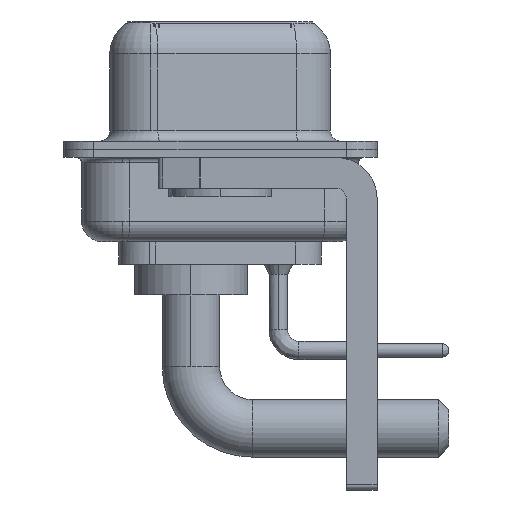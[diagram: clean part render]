
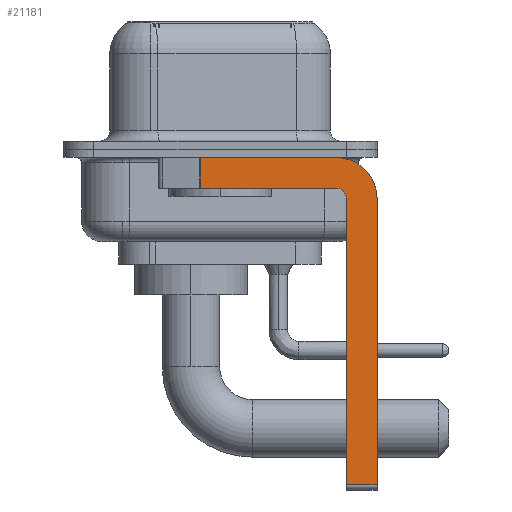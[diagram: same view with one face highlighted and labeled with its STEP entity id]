
A CAD part, left-side view. The second image highlights one B-rep face of the part: STEP entity #21181.
In plain terms, the highlighted planar face has unit normal (-1, 0, 0).
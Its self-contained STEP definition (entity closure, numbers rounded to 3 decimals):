
#1075 = DIRECTION ( 'NONE',  ( 0., -1., 0. ) ) ;
#1587 = DIRECTION ( 'NONE',  ( 0., 0., -1. ) ) ;
#1725 = VECTOR ( 'NONE', #14468, 1000. ) ;
#2147 = DIRECTION ( 'NONE',  ( 0., 1., 0. ) ) ;
#2260 = LINE ( 'NONE', #2588, #1725 ) ;
#2360 = VECTOR ( 'NONE', #1075, 1000. ) ;
#2455 = EDGE_CURVE ( 'NONE', #13716, #3018, #15183, .T. ) ;
#2588 = CARTESIAN_POINT ( 'NONE',  ( -2.9, -6.15, -16.6 ) ) ;
#3018 = VERTEX_POINT ( 'NONE', #8616 ) ;
#3094 = CARTESIAN_POINT ( 'NONE',  ( -2.9, -5.65, -2.4 ) ) ;
#3172 = EDGE_CURVE ( 'NONE', #16681, #21564, #2260, .T. ) ;
#3269 = CIRCLE ( 'NONE', #8957, 0.5 ) ;
#3988 = LINE ( 'NONE', #7430, #9603 ) ;
#4145 = ORIENTED_EDGE ( 'NONE', *, *, #3172, .F. ) ;
#5038 = CARTESIAN_POINT ( 'NONE',  ( -2.9, -7.65, -2.4 ) ) ;
#5392 = ORIENTED_EDGE ( 'NONE', *, *, #18482, .T. ) ;
#5405 = DIRECTION ( 'NONE',  ( 1., 0., 0. ) ) ;
#5628 = PLANE ( 'NONE',  #12695 ) ;
#5897 = ORIENTED_EDGE ( 'NONE', *, *, #10960, .F. ) ;
#5976 = EDGE_LOOP ( 'NONE', ( #12026, #5392, #5897, #11033, #4145, #10519, #17527, #15417 ) ) ;
#6433 = DIRECTION ( 'NONE',  ( 0., -1., 0. ) ) ;
#6609 = CARTESIAN_POINT ( 'NONE',  ( -2.9, -5.65, -2.4 ) ) ;
#7430 = CARTESIAN_POINT ( 'NONE',  ( -2.9, 0.978, -1.9 ) ) ;
#8616 = CARTESIAN_POINT ( 'NONE',  ( -2.9, -7.65, -2.4 ) ) ;
#8943 = EDGE_CURVE ( 'NONE', #21564, #10125, #3269, .T. ) ;
#8957 = AXIS2_PLACEMENT_3D ( 'NONE', #6609, #11743, #15173 ) ;
#9603 = VECTOR ( 'NONE', #15878, 1000. ) ;
#9901 = DIRECTION ( 'NONE',  ( 1., 0., 0. ) ) ;
#10062 = VECTOR ( 'NONE', #1587, 1000. ) ;
#10125 = VERTEX_POINT ( 'NONE', #20357 ) ;
#10369 = CARTESIAN_POINT ( 'NONE',  ( -2.9, -6.15, -16.35 ) ) ;
#10519 = ORIENTED_EDGE ( 'NONE', *, *, #18301, .T. ) ;
#10960 = EDGE_CURVE ( 'NONE', #10125, #12945, #17382, .T. ) ;
#11033 = ORIENTED_EDGE ( 'NONE', *, *, #8943, .F. ) ;
#11037 = EDGE_CURVE ( 'NONE', #3018, #16365, #17265, .T. ) ;
#11281 = AXIS2_PLACEMENT_3D ( 'NONE', #3094, #9901, #16680 ) ;
#11743 = DIRECTION ( 'NONE',  ( -1., 0., 0. ) ) ;
#11945 = CARTESIAN_POINT ( 'NONE',  ( -2.9, -6.15, -2.4 ) ) ;
#12026 = ORIENTED_EDGE ( 'NONE', *, *, #14263, .F. ) ;
#12416 = CARTESIAN_POINT ( 'NONE',  ( -2.9, -5.65, -2.4 ) ) ;
#12630 = CARTESIAN_POINT ( 'NONE',  ( -2.9, -5.65, -0.4 ) ) ;
#12695 = AXIS2_PLACEMENT_3D ( 'NONE', #12416, #5405, #15861 ) ;
#12945 = VERTEX_POINT ( 'NONE', #17031 ) ;
#13322 = CARTESIAN_POINT ( 'NONE',  ( -2.9, -5.65, -16.35 ) ) ;
#13716 = VERTEX_POINT ( 'NONE', #12630 ) ;
#13811 = CARTESIAN_POINT ( 'NONE',  ( -2.9, -5.65, -1.9 ) ) ;
#14263 = EDGE_CURVE ( 'NONE', #14360, #13716, #21765, .T. ) ;
#14360 = VERTEX_POINT ( 'NONE', #19501 ) ;
#14468 = DIRECTION ( 'NONE',  ( 0., 0., 1. ) ) ;
#14653 = VECTOR ( 'NONE', #2147, 1000. ) ;
#14796 = CARTESIAN_POINT ( 'NONE',  ( -2.9, -7.65, -16.35 ) ) ;
#15173 = DIRECTION ( 'NONE',  ( 0., 0., 1. ) ) ;
#15183 = CIRCLE ( 'NONE', #11281, 2. ) ;
#15417 = ORIENTED_EDGE ( 'NONE', *, *, #2455, .F. ) ;
#15861 = DIRECTION ( 'NONE',  ( 0., 0., -1. ) ) ;
#15878 = DIRECTION ( 'NONE',  ( 0., 0., -1. ) ) ;
#16365 = VERTEX_POINT ( 'NONE', #14796 ) ;
#16680 = DIRECTION ( 'NONE',  ( 0., 0., -1. ) ) ;
#16681 = VERTEX_POINT ( 'NONE', #10369 ) ;
#17031 = CARTESIAN_POINT ( 'NONE',  ( -2.9, 0.978, -1.9 ) ) ;
#17265 = LINE ( 'NONE', #5038, #10062 ) ;
#17382 = LINE ( 'NONE', #13811, #14653 ) ;
#17527 = ORIENTED_EDGE ( 'NONE', *, *, #11037, .F. ) ;
#17746 = VECTOR ( 'NONE', #6433, 1000. ) ;
#18301 = EDGE_CURVE ( 'NONE', #16681, #16365, #18775, .T. ) ;
#18482 = EDGE_CURVE ( 'NONE', #14360, #12945, #3988, .T. ) ;
#18775 = LINE ( 'NONE', #13322, #17746 ) ;
#19501 = CARTESIAN_POINT ( 'NONE',  ( -2.9, 0.978, -0.4 ) ) ;
#19867 = CARTESIAN_POINT ( 'NONE',  ( -2.9, 3., -0.4 ) ) ;
#20357 = CARTESIAN_POINT ( 'NONE',  ( -2.9, -5.65, -1.9 ) ) ;
#20989 = FACE_OUTER_BOUND ( 'NONE', #5976, .T. ) ;
#21181 = ADVANCED_FACE ( 'NONE', ( #20989 ), #5628, .F. ) ;
#21564 = VERTEX_POINT ( 'NONE', #11945 ) ;
#21765 = LINE ( 'NONE', #19867, #2360 ) ;
